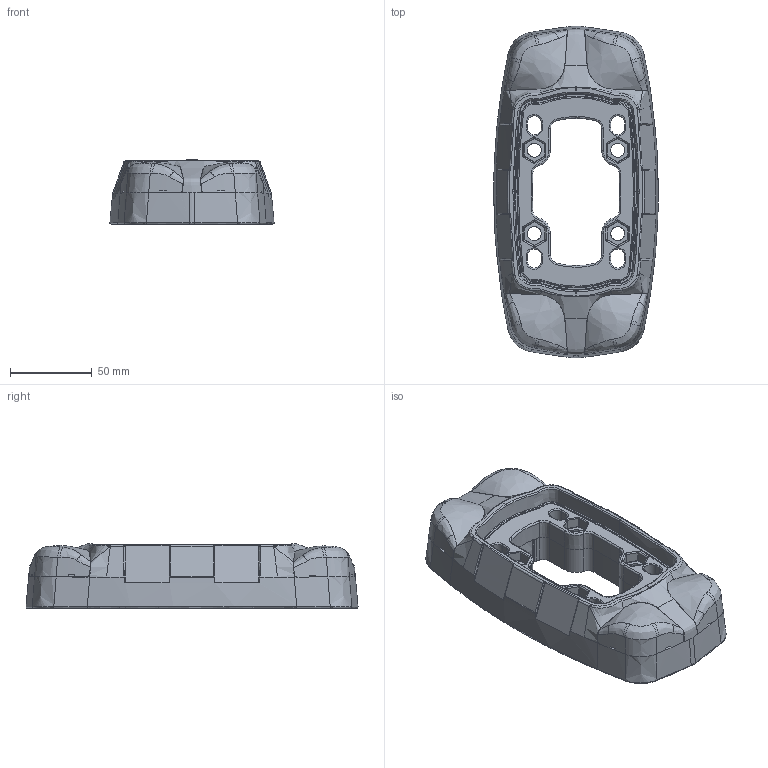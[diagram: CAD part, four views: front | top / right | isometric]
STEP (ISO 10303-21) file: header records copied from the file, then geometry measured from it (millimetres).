
FILE_DESCRIPTION (( 'STEP AP214' ), '1' );
FILE_NAME ('TK120.800.STEP', '2024-08-13T19:16:50', ( '' ), ( '' ), 'SwSTEP 2.0', 'SolidWorks 2023', '' );
FILE_SCHEMA (( 'AUTOMOTIVE_DESIGN' ));
Length unit declared in the file: inch
Products named in the file (1): TK120.800
Bounding box: 100.6 x 203.09 x 39.24 mm (x, y, z)
Volume: 368178.6 mm3; surface area: 80051.5 mm2
Topology: 1 solids, 7 shells, 683 faces, 1783 edges, 1107 vertices
Faces by surface type: bspline 362, cylinder 152, plane 123, cone 46
Full cylindrical faces by diameter (mm): 4.5 x4, 5 x8, 8.617 x4
Entity records: 62508 total; most frequent: CARTESIAN_POINT 49483, ORIENTED_EDGE 3398, EDGE_CURVE 1699, DIRECTION 1535, VERTEX_POINT 1075, B_SPLINE_CURVE_WITH_KNOTS 1041, EDGE_LOOP 774, FACE_OUTER_BOUND 715
